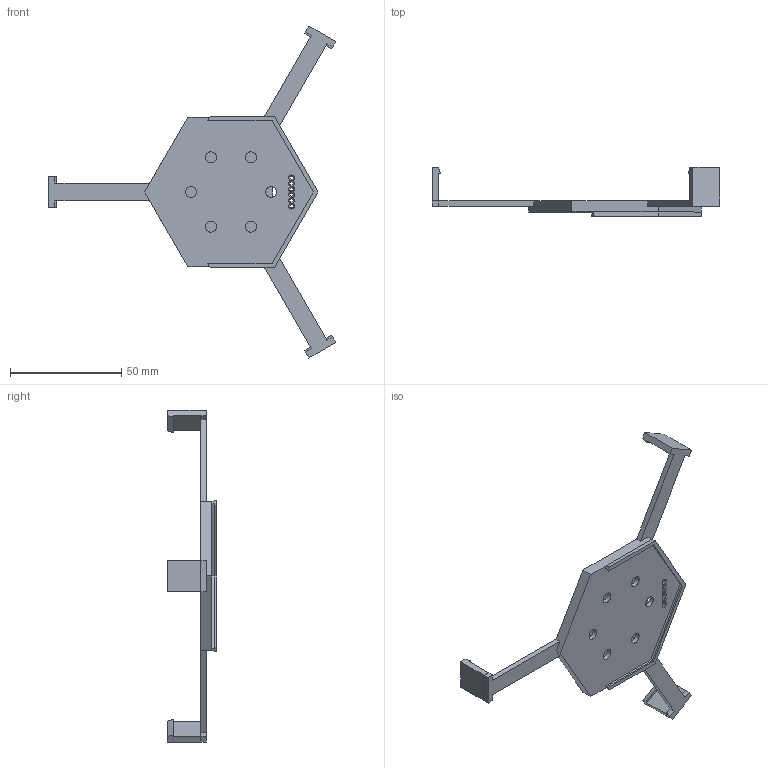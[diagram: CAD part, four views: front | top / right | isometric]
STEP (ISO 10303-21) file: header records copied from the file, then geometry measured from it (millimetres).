
FILE_DESCRIPTION(/* description */ (''),/* implementation_level */ '2;1');
FILE_NAME(/* name */ 'Mori Adaptor.step',/* time_stamp */ '2022-12-02T21:48:46+01:00',/* author */ (''),/* organization */ (''),/* preprocessor_version */ 'ST-DEVELOPER v19.2',/* originating_system */ 'Autodesk Translation Framework v11.17.0.187',/* authorisation */ '');
FILE_SCHEMA (('AUTOMOTIVE_DESIGN { 1 0 10303 214 3 1 1 }'));
Length unit declared in the file: millimetre
Products named in the file (1): User Interface Mori
Bounding box: 129.38 x 22.05 x 149.4 mm (x, y, z)
Volume: 23573.7 mm3; surface area: 14871.4 mm2
Topology: 3 solids, 3 shells, 105 faces, 292 edges, 193 vertices
Faces by surface type: plane 83, cylinder 16, torus 6
Full cylindrical faces by diameter (mm): 1.6 x6, 4.91 x6
Entity records: 3432 total; most frequent: CARTESIAN_POINT 641, ORIENTED_EDGE 584, DIRECTION 551, EDGE_CURVE 292, LINE 225, VECTOR 225, VERTEX_POINT 193, AXIS2_PLACEMENT_3D 163
